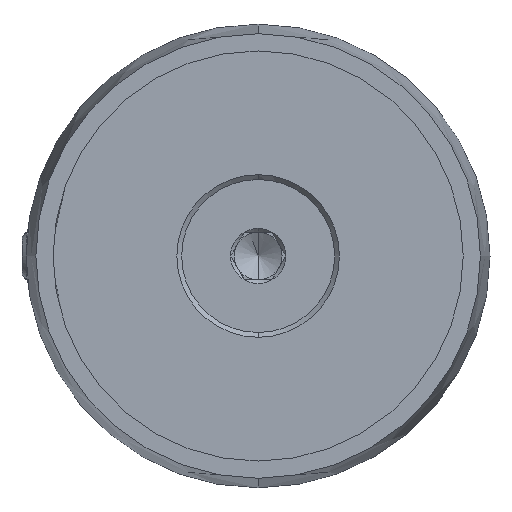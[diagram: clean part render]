
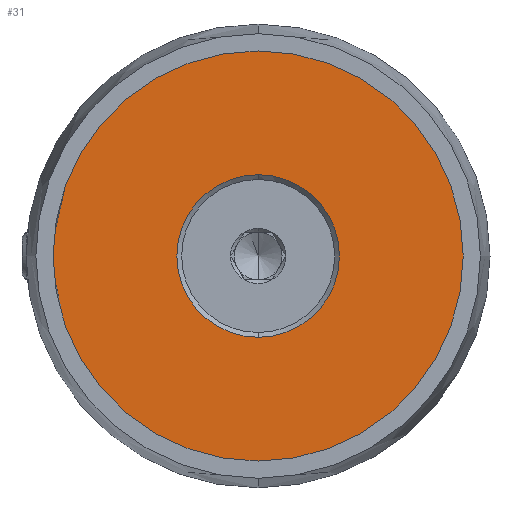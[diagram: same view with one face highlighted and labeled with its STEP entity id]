
A CAD part, left-side view. The second image highlights one B-rep face of the part: STEP entity #31.
In plain terms, the highlighted planar face has unit normal (-1, 0, 0).
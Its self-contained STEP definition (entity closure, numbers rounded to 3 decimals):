
#31 = ADVANCED_FACE ( 'NONE', ( #1539, #2519 ), #2201, .F. ) ;
#113 = ORIENTED_EDGE ( 'NONE', *, *, #3533, .T. ) ;
#164 = CARTESIAN_POINT ( 'NONE',  ( -12., 0., 0. ) ) ;
#321 = CARTESIAN_POINT ( 'NONE',  ( -12., 0., 8.5 ) ) ;
#336 = DIRECTION ( 'NONE',  ( 1., 0., 0. ) ) ;
#360 = VERTEX_POINT ( 'NONE', #563 ) ;
#563 = CARTESIAN_POINT ( 'NONE',  ( -12., 0., -21.45 ) ) ;
#652 = CARTESIAN_POINT ( 'NONE',  ( -12., 0., 0. ) ) ;
#757 = DIRECTION ( 'NONE',  ( 0., 0., 1. ) ) ;
#766 = CARTESIAN_POINT ( 'NONE',  ( -12., 0., 0. ) ) ;
#970 = EDGE_LOOP ( 'NONE', ( #113, #1845 ) ) ;
#1111 = AXIS2_PLACEMENT_3D ( 'NONE', #164, #2704, #1788 ) ;
#1170 = EDGE_CURVE ( 'NONE', #360, #1948, #3238, .T. ) ;
#1249 = CIRCLE ( 'NONE', #1111, 8.5 ) ;
#1283 = ORIENTED_EDGE ( 'NONE', *, *, #1888, .T. ) ;
#1539 = FACE_BOUND ( 'NONE', #970, .T. ) ;
#1618 = DIRECTION ( 'NONE',  ( 0., 0., -1. ) ) ;
#1643 = CIRCLE ( 'NONE', #3976, 21.45 ) ;
#1788 = DIRECTION ( 'NONE',  ( 0., 0., -1. ) ) ;
#1799 = DIRECTION ( 'NONE',  ( 1., 0., 0. ) ) ;
#1845 = ORIENTED_EDGE ( 'NONE', *, *, #2672, .T. ) ;
#1888 = EDGE_CURVE ( 'NONE', #1948, #360, #1643, .T. ) ;
#1948 = VERTEX_POINT ( 'NONE', #2779 ) ;
#2105 = DIRECTION ( 'NONE',  ( 0., 0., -1. ) ) ;
#2167 = VERTEX_POINT ( 'NONE', #3310 ) ;
#2201 = PLANE ( 'NONE',  #3852 ) ;
#2361 = DIRECTION ( 'NONE',  ( -1., 0., 0. ) ) ;
#2519 = FACE_OUTER_BOUND ( 'NONE', #3764, .T. ) ;
#2650 = DIRECTION ( 'NONE',  ( 0., 0., 1. ) ) ;
#2669 = DIRECTION ( 'NONE',  ( -1., 0., 0. ) ) ;
#2672 = EDGE_CURVE ( 'NONE', #2167, #3331, #3752, .T. ) ;
#2704 = DIRECTION ( 'NONE',  ( 1., 0., 0. ) ) ;
#2779 = CARTESIAN_POINT ( 'NONE',  ( -12., 0., 21.45 ) ) ;
#2787 = ORIENTED_EDGE ( 'NONE', *, *, #1170, .T. ) ;
#2918 = AXIS2_PLACEMENT_3D ( 'NONE', #3295, #2361, #757 ) ;
#3106 = CARTESIAN_POINT ( 'NONE',  ( -12., 0., 0. ) ) ;
#3238 = CIRCLE ( 'NONE', #2918, 21.45 ) ;
#3295 = CARTESIAN_POINT ( 'NONE',  ( -12., 0., 0. ) ) ;
#3310 = CARTESIAN_POINT ( 'NONE',  ( -12., 0., -8.5 ) ) ;
#3331 = VERTEX_POINT ( 'NONE', #321 ) ;
#3533 = EDGE_CURVE ( 'NONE', #3331, #2167, #1249, .T. ) ;
#3752 = CIRCLE ( 'NONE', #4100, 8.5 ) ;
#3764 = EDGE_LOOP ( 'NONE', ( #1283, #2787 ) ) ;
#3852 = AXIS2_PLACEMENT_3D ( 'NONE', #652, #336, #1618 ) ;
#3976 = AXIS2_PLACEMENT_3D ( 'NONE', #766, #2669, #2650 ) ;
#4100 = AXIS2_PLACEMENT_3D ( 'NONE', #3106, #1799, #2105 ) ;
